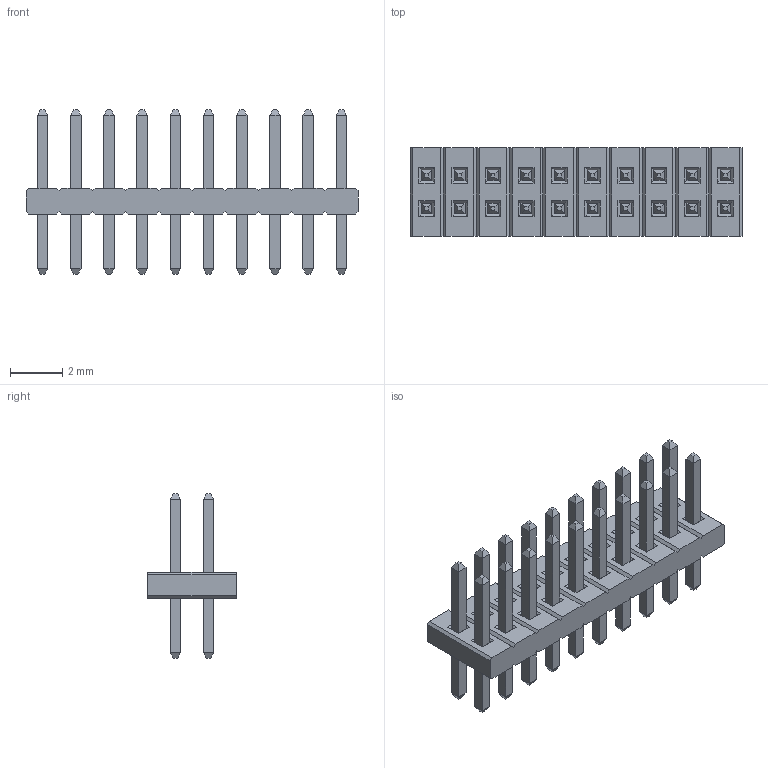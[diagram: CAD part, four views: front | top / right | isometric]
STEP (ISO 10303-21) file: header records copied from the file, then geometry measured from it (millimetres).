
FILE_DESCRIPTION((''),'2;1');
FILE_NAME('HARWING_M50-3501042.stp','2012-12-06T12:20:25',(''),(''),'Mechanical Desktop 2011','Mechanical Desktop 2011',', , ');
FILE_SCHEMA(('AUTOMOTIVE_DESIGN { 1 2 10303 214 1 1 1 1 }'));
Length unit declared in the file: millimetre
Products named in the file (1): Product
Bounding box: 12.7 x 3.4 x 6.3 mm (x, y, z)
Volume: 55.8 mm3; surface area: 325.5 mm2
Topology: 41 solids, 41 shells, 704 faces, 1546 edges, 924 vertices
Faces by surface type: plane 704
Entity records: 18569 total; most frequent: CARTESIAN_POINT 3175, ORIENTED_EDGE 3092, DIRECTION 2956, VECTOR 1546, LINE 1546, EDGE_CURVE 1546, VERTEX_POINT 924, EDGE_LOOP 744
